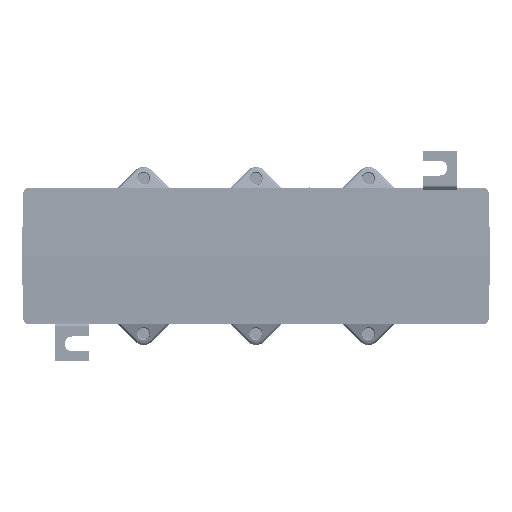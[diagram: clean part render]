
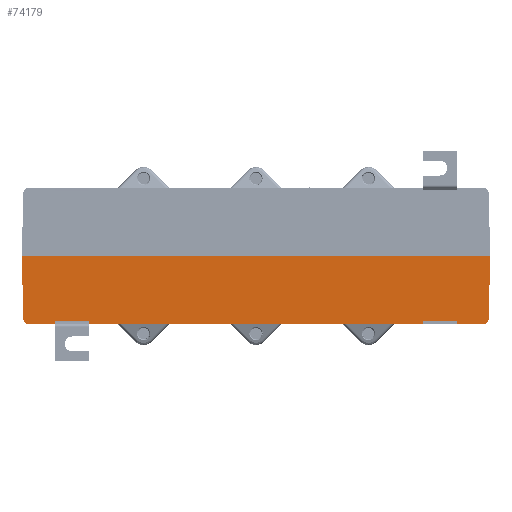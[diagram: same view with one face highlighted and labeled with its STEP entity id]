
A CAD part, front view. The second image highlights one B-rep face of the part: STEP entity #74179.
In plain terms, the highlighted face is planar.
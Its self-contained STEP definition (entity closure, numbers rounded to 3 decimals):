
#2045 = ORIENTED_EDGE ( 'NONE', *, *, #75893, .F. ) ;
#7451 = CARTESIAN_POINT ( 'NONE',  ( -72.95, -94.476, 30. ) ) ;
#7471 = LINE ( 'NONE', #7509, #7508 ) ;
#7507 = DIRECTION ( 'NONE',  ( 1., 0., 0. ) ) ;
#7508 = VECTOR ( 'NONE', #7507, 1000. ) ;
#7509 = CARTESIAN_POINT ( 'NONE',  ( 102.5, -94.476, 30. ) ) ;
#7572 = CARTESIAN_POINT ( 'NONE',  ( 72.95, -94.476, 30. ) ) ;
#7659 = CARTESIAN_POINT ( 'NONE',  ( -99.028, -94.476, 30. ) ) ;
#7686 = CARTESIAN_POINT ( 'NONE',  ( 88.05, -94.476, 30. ) ) ;
#7699 = CARTESIAN_POINT ( 'NONE',  ( 99.028, -94.476, 30. ) ) ;
#7758 = DIRECTION ( 'NONE',  ( 1., 0., 0. ) ) ;
#7759 = VECTOR ( 'NONE', #7758, 1000. ) ;
#7762 = CARTESIAN_POINT ( 'NONE',  ( 102.5, -94.476, 30. ) ) ;
#7763 = LINE ( 'NONE', #7762, #7759 ) ;
#7871 = LINE ( 'NONE', #7922, #7921 ) ;
#7920 = DIRECTION ( 'NONE',  ( 1., 0., 0. ) ) ;
#7921 = VECTOR ( 'NONE', #7920, 1000. ) ;
#7922 = CARTESIAN_POINT ( 'NONE',  ( 102.5, -94.476, 30. ) ) ;
#8438 = CARTESIAN_POINT ( 'NONE',  ( -88.05, -94.476, 30. ) ) ;
#26210 = FACE_OUTER_BOUND ( 'NONE', #73774, .T. ) ;
#26215 = PLANE ( 'NONE',  #26280 ) ;
#26277 = DIRECTION ( 'NONE',  ( 0., -1., 0.017 ) ) ;
#26278 = CARTESIAN_POINT ( 'NONE',  ( 102.5, -95., 0. ) ) ;
#26280 = AXIS2_PLACEMENT_3D ( 'NONE', #26278, #26277, #26368 ) ;
#26368 = DIRECTION ( 'NONE',  ( 0., -0.017, -1. ) ) ;
#26616 = CARTESIAN_POINT ( 'NONE',  ( -72.95, -94.5, 28.645 ) ) ;
#26666 = LINE ( 'NONE', #26770, #26761 ) ;
#26761 = VECTOR ( 'NONE', #26769, 1000. ) ;
#26764 = LINE ( 'NONE', #26830, #26828 ) ;
#26769 = DIRECTION ( 'NONE',  ( 0., 0.017, 1. ) ) ;
#26770 = CARTESIAN_POINT ( 'NONE',  ( 72.95, -95., 0. ) ) ;
#26826 = DIRECTION ( 'NONE',  ( 0., 0.017, 1. ) ) ;
#26828 = VECTOR ( 'NONE', #26826, 1000. ) ;
#26830 = CARTESIAN_POINT ( 'NONE',  ( -72.95, -95., 0. ) ) ;
#27110 = CARTESIAN_POINT ( 'NONE',  ( 72.95, -94.5, 28.645 ) ) ;
#27117 = LINE ( 'NONE', #27131, #27129 ) ;
#27128 = DIRECTION ( 'NONE',  ( -1., 0., 0. ) ) ;
#27129 = VECTOR ( 'NONE', #27128, 1000. ) ;
#27131 = CARTESIAN_POINT ( 'NONE',  ( 102.5, -94.5, 28.645 ) ) ;
#27159 = CARTESIAN_POINT ( 'NONE',  ( 88.05, -94.5, 28.645 ) ) ;
#27192 = CARTESIAN_POINT ( 'NONE',  ( -102.028, -94.528, 27.052 ) ) ;
#27201 = CARTESIAN_POINT ( 'NONE',  ( 99.028, -94.476, 30. ) ) ;
#27204 = CARTESIAN_POINT ( 'NONE',  ( 100.761, -94.476, 30. ) ) ;
#27205 = CARTESIAN_POINT ( 'NONE',  ( 101.998, -94.498, 28.785 ) ) ;
#27206 = CARTESIAN_POINT ( 'NONE',  ( 102.028, -94.528, 27.052 ) ) ;
#27209 =( BOUNDED_CURVE ( )  B_SPLINE_CURVE ( 3, ( #27206, #27205, #27204, #27201 ),
 .UNSPECIFIED., .F., .T. ) 
 B_SPLINE_CURVE_WITH_KNOTS ( ( 4, 4 ),
 ( 4.73, 6.283 ),
 .UNSPECIFIED. ) 
 CURVE ( )  GEOMETRIC_REPRESENTATION_ITEM ( )  RATIONAL_B_SPLINE_CURVE ( ( 1., 0.809, 0.809, 1. ) ) 
 REPRESENTATION_ITEM ( '' )  );
#27267 = CARTESIAN_POINT ( 'NONE',  ( 102.028, -94.528, 27.052 ) ) ;
#27413 = DIRECTION ( 'NONE',  ( 0., -0.017, -1. ) ) ;
#27414 = VECTOR ( 'NONE', #27413, 1000. ) ;
#27418 = VECTOR ( 'NONE', #27517, 1000. ) ;
#27419 = CARTESIAN_POINT ( 'NONE',  ( 102.5, -95., 0. ) ) ;
#27420 = LINE ( 'NONE', #27419, #27418 ) ;
#27422 = CARTESIAN_POINT ( 'NONE',  ( 88.05, -95., 0. ) ) ;
#27424 = LINE ( 'NONE', #27422, #27414 ) ;
#27448 = CARTESIAN_POINT ( 'NONE',  ( -102.028, -94.528, 27.052 ) ) ;
#27450 = CARTESIAN_POINT ( 'NONE',  ( -101.998, -94.498, 28.785 ) ) ;
#27452 = CARTESIAN_POINT ( 'NONE',  ( -100.761, -94.476, 30. ) ) ;
#27453 = CARTESIAN_POINT ( 'NONE',  ( -99.028, -94.476, 30. ) ) ;
#27466 =( BOUNDED_CURVE ( )  B_SPLINE_CURVE ( 3, ( #27453, #27452, #27450, #27448 ),
 .UNSPECIFIED., .F., .F. ) 
 B_SPLINE_CURVE_WITH_KNOTS ( ( 4, 4 ),
 ( 3.142, 4.695 ),
 .UNSPECIFIED. ) 
 CURVE ( )  GEOMETRIC_REPRESENTATION_ITEM ( )  RATIONAL_B_SPLINE_CURVE ( ( 1., 0.809, 0.809, 1. ) ) 
 REPRESENTATION_ITEM ( '' )  );
#27488 = DIRECTION ( 'NONE',  ( 0., -0.017, -1. ) ) ;
#27489 = VECTOR ( 'NONE', #27488, 1000. ) ;
#27490 = CARTESIAN_POINT ( 'NONE',  ( -88.05, -95., 0. ) ) ;
#27491 = LINE ( 'NONE', #27490, #27489 ) ;
#27517 = DIRECTION ( 'NONE',  ( 0.017, -0.017, -1. ) ) ;
#27529 = CARTESIAN_POINT ( 'NONE',  ( 102.5, -94.5, 28.645 ) ) ;
#27530 = LINE ( 'NONE', #27529, #27592 ) ;
#27591 = DIRECTION ( 'NONE',  ( 1., 0., 0. ) ) ;
#27592 = VECTOR ( 'NONE', #27591, 1000. ) ;
#27671 = CARTESIAN_POINT ( 'NONE',  ( -88.05, -94.5, 28.645 ) ) ;
#27951 = DIRECTION ( 'NONE',  ( -0.017, -0.017, -1. ) ) ;
#27952 = VECTOR ( 'NONE', #27951, 1000. ) ;
#27954 = CARTESIAN_POINT ( 'NONE',  ( -102.438, -94.938, 3.576 ) ) ;
#27960 = LINE ( 'NONE', #27954, #27952 ) ;
#32570 = VERTEX_POINT ( 'NONE', #63088 ) ;
#34750 = EDGE_CURVE ( 'NONE', #36012, #32570, #63757, .T. ) ;
#36012 = VERTEX_POINT ( 'NONE', #64025 ) ;
#63088 = CARTESIAN_POINT ( 'NONE',  ( 102.5, -95., 0. ) ) ;
#63754 = DIRECTION ( 'NONE',  ( 1., 0., 0. ) ) ;
#63755 = VECTOR ( 'NONE', #63754, 1000. ) ;
#63756 = CARTESIAN_POINT ( 'NONE',  ( 102.5, -95., 0. ) ) ;
#63757 = LINE ( 'NONE', #63756, #63755 ) ;
#64025 = CARTESIAN_POINT ( 'NONE',  ( -102.5, -95., 0. ) ) ;
#68470 = VERTEX_POINT ( 'NONE', #7451 ) ;
#68495 = EDGE_CURVE ( 'NONE', #68558, #68550, #7471, .T. ) ;
#68511 = VERTEX_POINT ( 'NONE', #7572 ) ;
#68521 = VERTEX_POINT ( 'NONE', #7659 ) ;
#68550 = VERTEX_POINT ( 'NONE', #7699 ) ;
#68558 = VERTEX_POINT ( 'NONE', #7686 ) ;
#68576 = EDGE_CURVE ( 'NONE', #68521, #69869, #7763, .T. ) ;
#68633 = EDGE_CURVE ( 'NONE', #68470, #68511, #7871, .T. ) ;
#69869 = VERTEX_POINT ( 'NONE', #8438 ) ;
#73774 = EDGE_LOOP ( 'NONE', ( #2045, #75191, #75388, #75351, #75436, #76584, #75611, #76526, #74850, #75928, #76325, #76714, #76716, #75851 ) ) ;
#74179 = ADVANCED_FACE ( 'NONE', ( #26210 ), #26215, .T. ) ;
#74688 = VERTEX_POINT ( 'NONE', #26616 ) ;
#74741 = EDGE_CURVE ( 'NONE', #75352, #68511, #26666, .T. ) ;
#74789 = EDGE_CURVE ( 'NONE', #74688, #68470, #26764, .T. ) ;
#74850 = ORIENTED_EDGE ( 'NONE', *, *, #76397, .F. ) ;
#75191 = ORIENTED_EDGE ( 'NONE', *, *, #75402, .T. ) ;
#75211 = EDGE_CURVE ( 'NONE', #75396, #75352, #27117, .T. ) ;
#75351 = ORIENTED_EDGE ( 'NONE', *, *, #75875, .T. ) ;
#75352 = VERTEX_POINT ( 'NONE', #27110 ) ;
#75388 = ORIENTED_EDGE ( 'NONE', *, *, #68495, .F. ) ;
#75396 = VERTEX_POINT ( 'NONE', #27159 ) ;
#75402 = EDGE_CURVE ( 'NONE', #75597, #68550, #27209, .T. ) ;
#75436 = ORIENTED_EDGE ( 'NONE', *, *, #75211, .T. ) ;
#75499 = VERTEX_POINT ( 'NONE', #27192 ) ;
#75597 = VERTEX_POINT ( 'NONE', #27267 ) ;
#75611 = ORIENTED_EDGE ( 'NONE', *, *, #68633, .F. ) ;
#75851 = ORIENTED_EDGE ( 'NONE', *, *, #34750, .T. ) ;
#75875 = EDGE_CURVE ( 'NONE', #68558, #75396, #27424, .T. ) ;
#75893 = EDGE_CURVE ( 'NONE', #75597, #32570, #27420, .T. ) ;
#75928 = ORIENTED_EDGE ( 'NONE', *, *, #76073, .F. ) ;
#76073 = EDGE_CURVE ( 'NONE', #69869, #76585, #27491, .T. ) ;
#76166 = EDGE_CURVE ( 'NONE', #68521, #75499, #27466, .T. ) ;
#76325 = ORIENTED_EDGE ( 'NONE', *, *, #68576, .F. ) ;
#76397 = EDGE_CURVE ( 'NONE', #76585, #74688, #27530, .T. ) ;
#76526 = ORIENTED_EDGE ( 'NONE', *, *, #74789, .F. ) ;
#76584 = ORIENTED_EDGE ( 'NONE', *, *, #74741, .T. ) ;
#76585 = VERTEX_POINT ( 'NONE', #27671 ) ;
#76707 = EDGE_CURVE ( 'NONE', #75499, #36012, #27960, .T. ) ;
#76714 = ORIENTED_EDGE ( 'NONE', *, *, #76166, .T. ) ;
#76716 = ORIENTED_EDGE ( 'NONE', *, *, #76707, .T. ) ;
